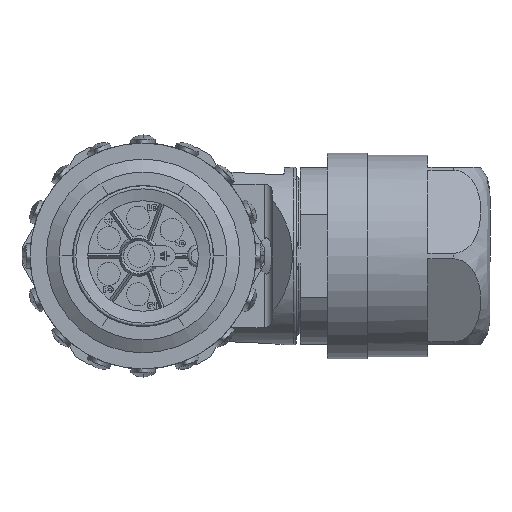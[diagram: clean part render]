
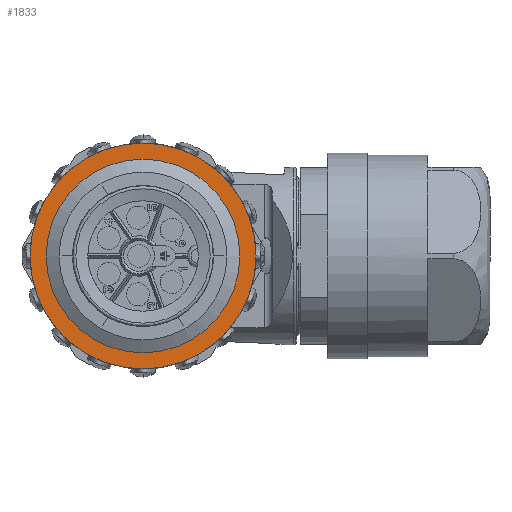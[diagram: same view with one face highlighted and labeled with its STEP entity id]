
A CAD part, left-side view. The second image highlights one B-rep face of the part: STEP entity #1833.
In plain terms, the highlighted planar face has unit normal (-1, 0, 0).
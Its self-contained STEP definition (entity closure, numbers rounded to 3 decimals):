
#362=FACE_BOUND('',#3795,.T.);
#363=FACE_BOUND('',#3796,.T.);
#879=PLANE('',#17076);
#1833=ADVANCED_FACE('',(#362,#363),#879,.T.);
#3795=EDGE_LOOP('',(#7657));
#3796=EDGE_LOOP('',(#7658));
#4438=CIRCLE('',#17073,12.);
#4439=CIRCLE('',#17075,14.);
#7657=ORIENTED_EDGE('',*,*,#12258,.T.);
#7658=ORIENTED_EDGE('',*,*,#12257,.F.);
#10237=VERTEX_POINT('',#30020);
#10238=VERTEX_POINT('',#30023);
#12257=EDGE_CURVE('',#10237,#10237,#4438,.T.);
#12258=EDGE_CURVE('',#10238,#10238,#4439,.T.);
#17073=AXIS2_PLACEMENT_3D('',#30019,#20307,#20308);
#17075=AXIS2_PLACEMENT_3D('',#30022,#20311,#20312);
#17076=AXIS2_PLACEMENT_3D('',#30024,#20313,#20314);
#20307=DIRECTION('',(-1.,0.,0.));
#20308=DIRECTION('',(0.,-1.,0.));
#20311=DIRECTION('',(-1.,0.,0.));
#20312=DIRECTION('',(0.,-1.,0.));
#20313=DIRECTION('',(-1.,0.,0.));
#20314=DIRECTION('',(0.,1.,0.));
#30019=CARTESIAN_POINT('',(25.,0.,0.));
#30020=CARTESIAN_POINT('',(25.,-12.,0.));
#30022=CARTESIAN_POINT('',(25.,0.,0.));
#30023=CARTESIAN_POINT('',(25.,-14.,0.));
#30024=CARTESIAN_POINT('',(25.,-15.4,15.4));
